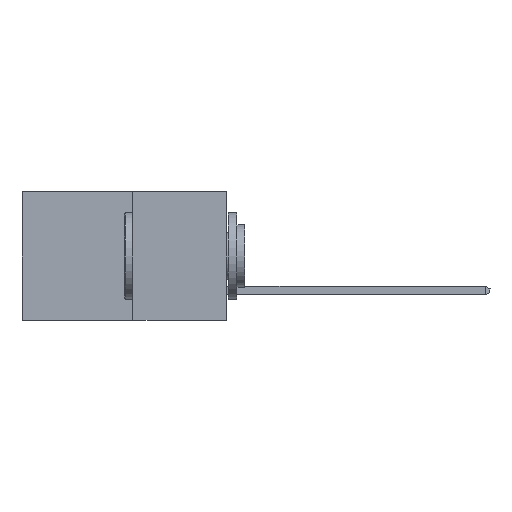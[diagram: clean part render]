
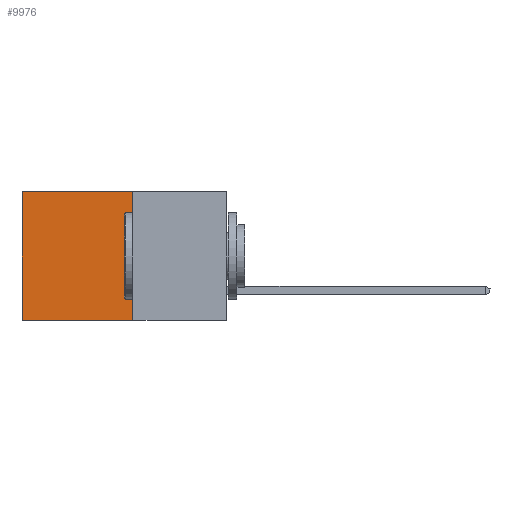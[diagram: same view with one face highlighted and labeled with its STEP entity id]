
A CAD part, left-side view. The second image highlights one B-rep face of the part: STEP entity #9976.
In plain terms, the highlighted planar face has unit normal (-1, 0, 0).
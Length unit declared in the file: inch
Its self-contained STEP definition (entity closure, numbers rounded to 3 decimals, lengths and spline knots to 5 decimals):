
#58 = VECTOR ( 'NONE', #12608, 39.37008 ) ;
#364 = CARTESIAN_POINT ( 'NONE',  ( 0.277, 0.27, -0.37 ) ) ;
#380 = DIRECTION ( 'NONE',  ( 0., 0., -1. ) ) ;
#910 = ORIENTED_EDGE ( 'NONE', *, *, #9650, .T. ) ;
#1257 = VECTOR ( 'NONE', #11797, 39.37008 ) ;
#1933 = LINE ( 'NONE', #364, #7824 ) ;
#2788 = DIRECTION ( 'NONE',  ( 0., 0., -1. ) ) ;
#2791 = DIRECTION ( 'NONE',  ( 1., 0., 0. ) ) ;
#2804 = CARTESIAN_POINT ( 'NONE',  ( 0.277, 0.27, -0.37 ) ) ;
#2858 = PLANE ( 'NONE',  #10224 ) ;
#3245 = ORIENTED_EDGE ( 'NONE', *, *, #10303, .F. ) ;
#3255 = LINE ( 'NONE', #12733, #58 ) ;
#3670 = FACE_OUTER_BOUND ( 'NONE', #8954, .T. ) ;
#4811 = VERTEX_POINT ( 'NONE', #14124 ) ;
#4987 = DIRECTION ( 'NONE',  ( 0., 0., -1. ) ) ;
#5174 = CARTESIAN_POINT ( 'NONE',  ( 0.277, 0.59, -0.37 ) ) ;
#5738 = EDGE_CURVE ( 'NONE', #11017, #4811, #3255, .T. ) ;
#6089 = CARTESIAN_POINT ( 'NONE',  ( 0.277, 0.59, 0. ) ) ;
#6272 = CARTESIAN_POINT ( 'NONE',  ( 0.277, 0.27, 0. ) ) ;
#6436 = VERTEX_POINT ( 'NONE', #6272 ) ;
#6545 = CARTESIAN_POINT ( 'NONE',  ( 0.277, 0.27, -0.37 ) ) ;
#7516 = LINE ( 'NONE', #11980, #1257 ) ;
#7824 = VECTOR ( 'NONE', #380, 39.37008 ) ;
#8617 = EDGE_CURVE ( 'NONE', #6436, #11297, #7516, .T. ) ;
#8795 = ORIENTED_EDGE ( 'NONE', *, *, #8617, .T. ) ;
#8954 = EDGE_LOOP ( 'NONE', ( #910, #10282, #3245, #8795 ) ) ;
#9650 = EDGE_CURVE ( 'NONE', #11297, #4811, #14023, .T. ) ;
#9976 = ADVANCED_FACE ( 'NONE', ( #3670 ), #2858, .F. ) ;
#10224 = AXIS2_PLACEMENT_3D ( 'NONE', #2804, #2791, #2788 ) ;
#10282 = ORIENTED_EDGE ( 'NONE', *, *, #5738, .F. ) ;
#10303 = EDGE_CURVE ( 'NONE', #6436, #11017, #1933, .T. ) ;
#11017 = VERTEX_POINT ( 'NONE', #6545 ) ;
#11090 = VECTOR ( 'NONE', #4987, 39.37008 ) ;
#11297 = VERTEX_POINT ( 'NONE', #6089 ) ;
#11797 = DIRECTION ( 'NONE',  ( 0., 1., 0. ) ) ;
#11980 = CARTESIAN_POINT ( 'NONE',  ( 0.277, 0.27, 0. ) ) ;
#12608 = DIRECTION ( 'NONE',  ( 0., 1., 0. ) ) ;
#12733 = CARTESIAN_POINT ( 'NONE',  ( 0.277, 0.27, -0.37 ) ) ;
#14023 = LINE ( 'NONE', #5174, #11090 ) ;
#14124 = CARTESIAN_POINT ( 'NONE',  ( 0.277, 0.59, -0.37 ) ) ;
